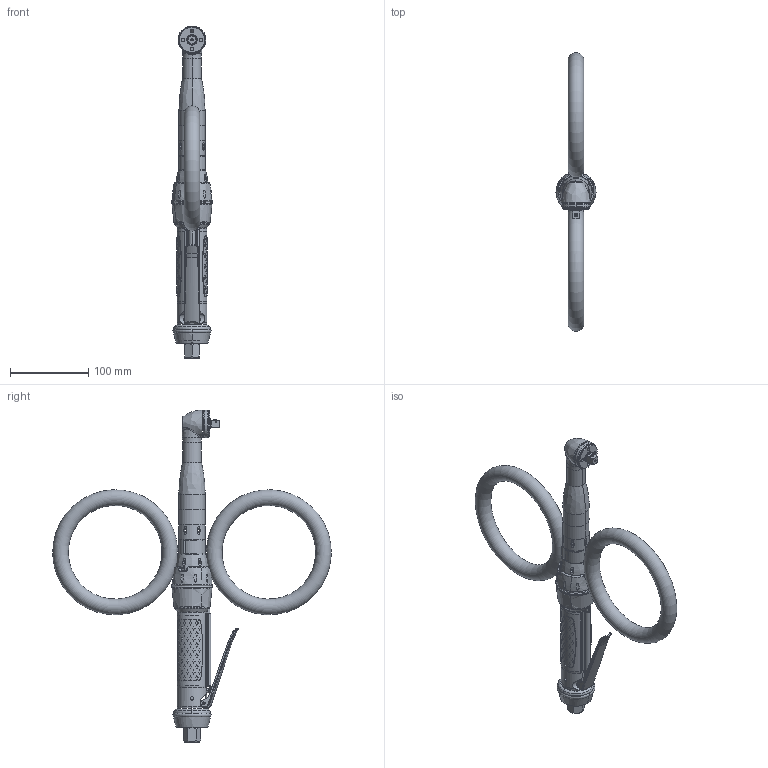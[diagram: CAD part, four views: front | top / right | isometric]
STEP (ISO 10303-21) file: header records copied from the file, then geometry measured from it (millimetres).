
FILE_DESCRIPTION((''),'2;1');
FILE_NAME('8431063335_SW','2008-12-02T',('toocsr'),(''),'PRO/ENGINEER BY PARAMETRIC TECHNOLOGY CORPORATION, 2007370','PRO/ENGINEER BY PARAMETRIC TECHNOLOGY CORPORATION, 2007370','');
FILE_SCHEMA(('CONFIG_CONTROL_DESIGN', 'GEOMETRIC_VALIDATION_PROPERTIES_MIM'));
Length unit declared in the file: millimetre
Products named in the file (1): 8431063335_SW
Bounding box: 51.4 x 356.35 x 424.85 mm (x, y, z)
Surface area: 131943.3 mm2 (no closed solid volume)
Topology: 0 solids, 48 shells, 811 faces, 3521 edges, 2518 vertices
Faces by surface type: bspline 406, cylinder 222, torus 73, plane 63, cone 42, extrusion 4, sphere 1
Entity records: 68004 total; most frequent: CARTESIAN_POINT 40421, ORIENTED_EDGE 4929, EDGE_CURVE 3516, B_SPLINE_CURVE_WITH_KNOTS 2716, VERTEX_POINT 2516, DIRECTION 2146, EDGE_LOOP 975, AXIS2_PLACEMENT_3D 937
